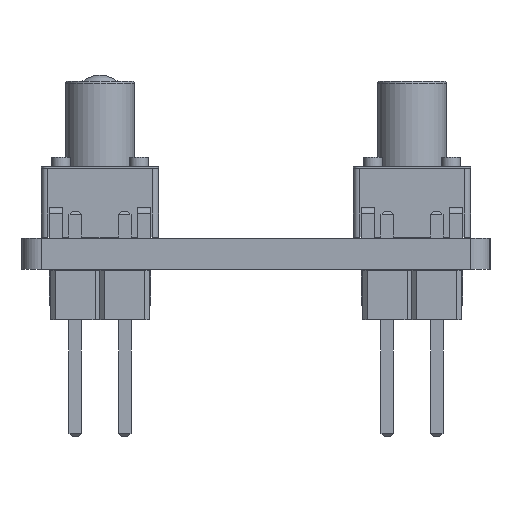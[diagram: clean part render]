
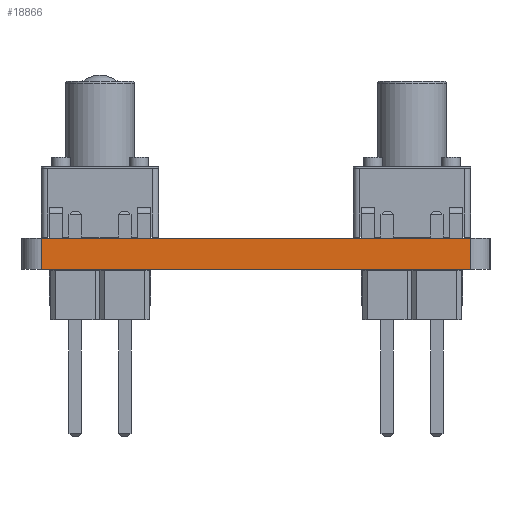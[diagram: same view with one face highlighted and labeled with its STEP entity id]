
A CAD part, left-side view. The second image highlights one B-rep face of the part: STEP entity #18866.
In plain terms, the highlighted planar face has unit normal (-1, 0, 0).
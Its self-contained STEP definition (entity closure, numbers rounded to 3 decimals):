
#16195 = PLANE('',#16196);
#16196 = AXIS2_PLACEMENT_3D('',#16197,#16198,#16199);
#16197 = CARTESIAN_POINT('',(0.,0.,1.6)
  );
#16198 = DIRECTION('',(0.,0.,1.));
#16199 = DIRECTION('',(1.,0.,-0.));
#16223 = CYLINDRICAL_SURFACE('',#16224,1.);
#16224 = AXIS2_PLACEMENT_3D('',#16225,#16226,#16227);
#16225 = CARTESIAN_POINT('',(-36.,11.,0.));
#16226 = DIRECTION('',(-0.,-0.,-1.));
#16227 = DIRECTION('',(1.,0.,-0.));
#16249 = PLANE('',#16250);
#16250 = AXIS2_PLACEMENT_3D('',#16251,#16252,#16253);
#16251 = CARTESIAN_POINT('',(0.,0.,0.)
  );
#16252 = DIRECTION('',(0.,0.,1.));
#16253 = DIRECTION('',(1.,0.,-0.));
#16344 = VERTEX_POINT('',#16345);
#16345 = CARTESIAN_POINT('',(-37.,11.,1.6));
#16367 = EDGE_CURVE('',#16368,#16344,#16370,.T.);
#16368 = VERTEX_POINT('',#16369);
#16369 = CARTESIAN_POINT('',(-37.,11.,0.));
#16370 = SURFACE_CURVE('',#16371,(#16375,#16382),.PCURVE_S1.);
#16371 = LINE('',#16372,#16373);
#16372 = CARTESIAN_POINT('',(-37.,11.,0.));
#16373 = VECTOR('',#16374,1.);
#16374 = DIRECTION('',(0.,0.,1.));
#16375 = PCURVE('',#16223,#16376);
#16376 = DEFINITIONAL_REPRESENTATION('',(#16377),#16381);
#16377 = LINE('',#16378,#16379);
#16378 = CARTESIAN_POINT('',(-3.142,0.));
#16379 = VECTOR('',#16380,1.);
#16380 = DIRECTION('',(-0.,-1.));
#16381 = ( GEOMETRIC_REPRESENTATION_CONTEXT(2) 
PARAMETRIC_REPRESENTATION_CONTEXT() REPRESENTATION_CONTEXT('2D SPACE',''
  ) );
#16382 = PCURVE('',#16383,#16388);
#16383 = PLANE('',#16384);
#16384 = AXIS2_PLACEMENT_3D('',#16385,#16386,#16387);
#16385 = CARTESIAN_POINT('',(-37.,11.,0.));
#16386 = DIRECTION('',(1.,0.,-0.));
#16387 = DIRECTION('',(0.,-1.,0.));
#16388 = DEFINITIONAL_REPRESENTATION('',(#16389),#16393);
#16389 = LINE('',#16390,#16391);
#16390 = CARTESIAN_POINT('',(0.,0.));
#16391 = VECTOR('',#16392,1.);
#16392 = DIRECTION('',(0.,-1.));
#16393 = ( GEOMETRIC_REPRESENTATION_CONTEXT(2) 
PARAMETRIC_REPRESENTATION_CONTEXT() REPRESENTATION_CONTEXT('2D SPACE',''
  ) );
#16422 = EDGE_CURVE('',#16368,#16423,#16425,.T.);
#16423 = VERTEX_POINT('',#16424);
#16424 = CARTESIAN_POINT('',(-37.,-11.,0.));
#16425 = SURFACE_CURVE('',#16426,(#16430,#16437),.PCURVE_S1.);
#16426 = LINE('',#16427,#16428);
#16427 = CARTESIAN_POINT('',(-37.,11.,0.));
#16428 = VECTOR('',#16429,1.);
#16429 = DIRECTION('',(0.,-1.,0.));
#16430 = PCURVE('',#16249,#16431);
#16431 = DEFINITIONAL_REPRESENTATION('',(#16432),#16436);
#16432 = LINE('',#16433,#16434);
#16433 = CARTESIAN_POINT('',(-37.,11.));
#16434 = VECTOR('',#16435,1.);
#16435 = DIRECTION('',(0.,-1.));
#16436 = ( GEOMETRIC_REPRESENTATION_CONTEXT(2) 
PARAMETRIC_REPRESENTATION_CONTEXT() REPRESENTATION_CONTEXT('2D SPACE',''
  ) );
#16437 = PCURVE('',#16383,#16438);
#16438 = DEFINITIONAL_REPRESENTATION('',(#16439),#16443);
#16439 = LINE('',#16440,#16441);
#16440 = CARTESIAN_POINT('',(0.,0.));
#16441 = VECTOR('',#16442,1.);
#16442 = DIRECTION('',(1.,0.));
#16443 = ( GEOMETRIC_REPRESENTATION_CONTEXT(2) 
PARAMETRIC_REPRESENTATION_CONTEXT() REPRESENTATION_CONTEXT('2D SPACE',''
  ) );
#16462 = CYLINDRICAL_SURFACE('',#16463,1.);
#16463 = AXIS2_PLACEMENT_3D('',#16464,#16465,#16466);
#16464 = CARTESIAN_POINT('',(-36.,-11.,0.));
#16465 = DIRECTION('',(-0.,-0.,-1.));
#16466 = DIRECTION('',(1.,0.,-0.));
#17736 = EDGE_CURVE('',#16344,#17737,#17739,.T.);
#17737 = VERTEX_POINT('',#17738);
#17738 = CARTESIAN_POINT('',(-37.,-11.,1.6));
#17739 = SURFACE_CURVE('',#17740,(#17744,#17751),.PCURVE_S1.);
#17740 = LINE('',#17741,#17742);
#17741 = CARTESIAN_POINT('',(-37.,11.,1.6));
#17742 = VECTOR('',#17743,1.);
#17743 = DIRECTION('',(0.,-1.,0.));
#17744 = PCURVE('',#16195,#17745);
#17745 = DEFINITIONAL_REPRESENTATION('',(#17746),#17750);
#17746 = LINE('',#17747,#17748);
#17747 = CARTESIAN_POINT('',(-37.,11.));
#17748 = VECTOR('',#17749,1.);
#17749 = DIRECTION('',(0.,-1.));
#17750 = ( GEOMETRIC_REPRESENTATION_CONTEXT(2) 
PARAMETRIC_REPRESENTATION_CONTEXT() REPRESENTATION_CONTEXT('2D SPACE',''
  ) );
#17751 = PCURVE('',#16383,#17752);
#17752 = DEFINITIONAL_REPRESENTATION('',(#17753),#17757);
#17753 = LINE('',#17754,#17755);
#17754 = CARTESIAN_POINT('',(0.,-1.6));
#17755 = VECTOR('',#17756,1.);
#17756 = DIRECTION('',(1.,0.));
#17757 = ( GEOMETRIC_REPRESENTATION_CONTEXT(2) 
PARAMETRIC_REPRESENTATION_CONTEXT() REPRESENTATION_CONTEXT('2D SPACE',''
  ) );
#18866 = ADVANCED_FACE('',(#18867),#16383,.F.);
#18867 = FACE_BOUND('',#18868,.F.);
#18868 = EDGE_LOOP('',(#18869,#18870,#18871,#18892));
#18869 = ORIENTED_EDGE('',*,*,#16367,.T.);
#18870 = ORIENTED_EDGE('',*,*,#17736,.T.);
#18871 = ORIENTED_EDGE('',*,*,#18872,.F.);
#18872 = EDGE_CURVE('',#16423,#17737,#18873,.T.);
#18873 = SURFACE_CURVE('',#18874,(#18878,#18885),.PCURVE_S1.);
#18874 = LINE('',#18875,#18876);
#18875 = CARTESIAN_POINT('',(-37.,-11.,0.));
#18876 = VECTOR('',#18877,1.);
#18877 = DIRECTION('',(0.,0.,1.));
#18878 = PCURVE('',#16383,#18879);
#18879 = DEFINITIONAL_REPRESENTATION('',(#18880),#18884);
#18880 = LINE('',#18881,#18882);
#18881 = CARTESIAN_POINT('',(22.,0.));
#18882 = VECTOR('',#18883,1.);
#18883 = DIRECTION('',(0.,-1.));
#18884 = ( GEOMETRIC_REPRESENTATION_CONTEXT(2) 
PARAMETRIC_REPRESENTATION_CONTEXT() REPRESENTATION_CONTEXT('2D SPACE',''
  ) );
#18885 = PCURVE('',#16462,#18886);
#18886 = DEFINITIONAL_REPRESENTATION('',(#18887),#18891);
#18887 = LINE('',#18888,#18889);
#18888 = CARTESIAN_POINT('',(-3.142,0.));
#18889 = VECTOR('',#18890,1.);
#18890 = DIRECTION('',(-0.,-1.));
#18891 = ( GEOMETRIC_REPRESENTATION_CONTEXT(2) 
PARAMETRIC_REPRESENTATION_CONTEXT() REPRESENTATION_CONTEXT('2D SPACE',''
  ) );
#18892 = ORIENTED_EDGE('',*,*,#16422,.F.);
